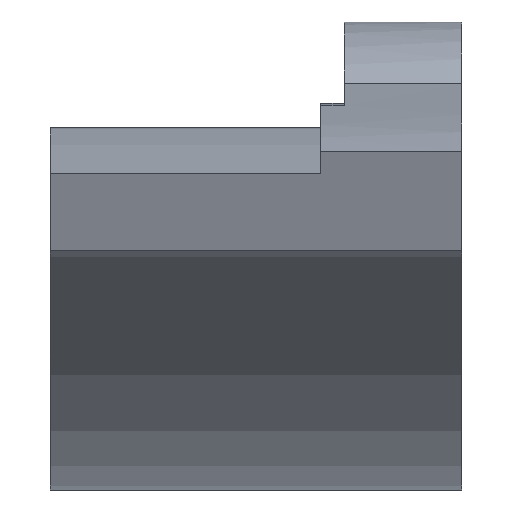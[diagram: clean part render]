
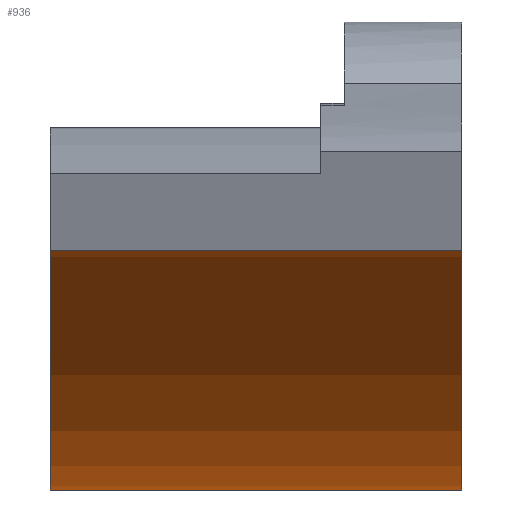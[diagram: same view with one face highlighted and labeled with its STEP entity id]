
A CAD part, left-side view. The second image highlights one B-rep face of the part: STEP entity #936.
In plain terms, the highlighted free-form (B-spline) face has degree [3, 1] with [8, 2] control points.
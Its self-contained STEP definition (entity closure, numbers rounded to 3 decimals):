
#2 = CARTESIAN_POINT ( 'NONE',  ( 21.978, 35., -30.312 ) ) ;
#21 = CARTESIAN_POINT ( 'NONE',  ( 140.558, 0., -27.04 ) ) ;
#25 = DIRECTION ( 'NONE',  ( 0., -1., 0. ) ) ;
#36 = CARTESIAN_POINT ( 'NONE',  ( 29.842, 0., -35.355 ) ) ;
#40 = CARTESIAN_POINT ( 'NONE',  ( 116.569, 0., -52.386 ) ) ;
#44 = CARTESIAN_POINT ( 'NONE',  ( 14.31, 0., -28.184 ) ) ;
#61 = CARTESIAN_POINT ( 'NONE',  ( -2.52, 35., -30.724 ) ) ;
#99 = CARTESIAN_POINT ( 'NONE',  ( 14.31, 35., -28.184 ) ) ;
#106 = CARTESIAN_POINT ( 'NONE',  ( 6.571, 0., -28.168 ) ) ;
#120 = CARTESIAN_POINT ( 'NONE',  ( 14.31, 35., -28.184 ) ) ;
#157 = VECTOR ( 'NONE', #25, 1000. ) ;
#171 = CARTESIAN_POINT ( 'NONE',  ( 6.571, 35., -28.168 ) ) ;
#186 = CARTESIAN_POINT ( 'NONE',  ( 116.569, 0., -52.386 ) ) ;
#201 = CARTESIAN_POINT ( 'NONE',  ( 21.978, 0., -30.312 ) ) ;
#211 = CARTESIAN_POINT ( 'NONE',  ( -2.52, 35., -30.724 ) ) ;
#235 = ORIENTED_EDGE ( 'NONE', *, *, #301, .F. ) ;
#267 = CARTESIAN_POINT ( 'NONE',  ( -2.52, 35., -30.724 ) ) ;
#270 = CARTESIAN_POINT ( 'NONE',  ( 29.842, 0., -35.355 ) ) ;
#301 = EDGE_CURVE ( 'NONE', #1045, #394, #457, .T. ) ;
#339 = CARTESIAN_POINT ( 'NONE',  ( 140.558, 35., -27.04 ) ) ;
#341 = CARTESIAN_POINT ( 'NONE',  ( 140.558, 35., -27.04 ) ) ;
#382 = CARTESIAN_POINT ( 'NONE',  ( 140.558, 0., -27.04 ) ) ;
#394 = VERTEX_POINT ( 'NONE', #966 ) ;
#436 = CARTESIAN_POINT ( 'NONE',  ( 29.842, 35., -35.355 ) ) ;
#442 = CARTESIAN_POINT ( 'NONE',  ( 14.31, 0., -28.184 ) ) ;
#445 = B_SPLINE_CURVE_WITH_KNOTS ( 'NONE', 3,
 ( #460, #106, #442, #450, #36, #952, #40, #382 ),
 .UNSPECIFIED., .F., .F.,
 ( 4, 1, 1, 1, 1, 4 ),
 ( 0., 0.083, 0.102, 0.181, 0.272, 1. ),
 .UNSPECIFIED. ) ;
#450 = CARTESIAN_POINT ( 'NONE',  ( 21.978, 0., -30.312 ) ) ;
#457 = LINE ( 'NONE', #267, #157 ) ;
#460 = CARTESIAN_POINT ( 'NONE',  ( -2.52, 0., -30.724 ) ) ;
#464 = FACE_OUTER_BOUND ( 'NONE', #553, .T. ) ;
#504 = CARTESIAN_POINT ( 'NONE',  ( -2.52, 35., -30.724 ) ) ;
#522 = CARTESIAN_POINT ( 'NONE',  ( 140.558, 35., -27.04 ) ) ;
#544 = CARTESIAN_POINT ( 'NONE',  ( -2.52, 0., -30.724 ) ) ;
#551 = EDGE_CURVE ( 'NONE', #1045, #1027, #826, .T. ) ;
#553 = EDGE_LOOP ( 'NONE', ( #768, #235, #776, #876 ) ) ;
#560 = LINE ( 'NONE', #907, #571 ) ;
#571 = VECTOR ( 'NONE', #633, 1000. ) ;
#598 = CARTESIAN_POINT ( 'NONE',  ( 66.508, 0., -59.041 ) ) ;
#615 = CARTESIAN_POINT ( 'NONE',  ( 66.508, 35., -59.041 ) ) ;
#627 = VERTEX_POINT ( 'NONE', #897 ) ;
#633 = DIRECTION ( 'NONE',  ( 0., -1., 0. ) ) ;
#682 = CARTESIAN_POINT ( 'NONE',  ( 21.978, 35., -30.312 ) ) ;
#707 = EDGE_CURVE ( 'NONE', #1027, #627, #560, .T. ) ;
#768 = ORIENTED_EDGE ( 'NONE', *, *, #918, .F. ) ;
#771 = CARTESIAN_POINT ( 'NONE',  ( 116.569, 35., -52.386 ) ) ;
#776 = ORIENTED_EDGE ( 'NONE', *, *, #551, .T. ) ;
#799 = CARTESIAN_POINT ( 'NONE',  ( 6.571, 0., -28.168 ) ) ;
#826 = B_SPLINE_CURVE_WITH_KNOTS ( 'NONE', 3,
 ( #504, #171, #99, #2, #436, #846, #771, #339 ),
 .UNSPECIFIED., .F., .F.,
 ( 4, 1, 1, 1, 1, 4 ),
 ( 0., 0.083, 0.102, 0.181, 0.272, 1. ),
 .UNSPECIFIED. ) ;
#846 = CARTESIAN_POINT ( 'NONE',  ( 66.508, 35., -59.041 ) ) ;
#876 = ORIENTED_EDGE ( 'NONE', *, *, #707, .T. ) ;
#887 = CARTESIAN_POINT ( 'NONE',  ( 6.571, 35., -28.168 ) ) ;
#897 = CARTESIAN_POINT ( 'NONE',  ( 140.558, 0., -27.04 ) ) ;
#907 = CARTESIAN_POINT ( 'NONE',  ( 140.558, 35., -27.04 ) ) ;
#918 = EDGE_CURVE ( 'NONE', #394, #627, #445, .T. ) ;
#936 = ADVANCED_FACE ( 'NONE', ( #464 ), #1053, .T. ) ;
#943 = CARTESIAN_POINT ( 'NONE',  ( 116.569, 35., -52.386 ) ) ;
#952 = CARTESIAN_POINT ( 'NONE',  ( 66.508, 0., -59.041 ) ) ;
#966 = CARTESIAN_POINT ( 'NONE',  ( -2.52, 0., -30.724 ) ) ;
#1021 = CARTESIAN_POINT ( 'NONE',  ( 29.842, 35., -35.355 ) ) ;
#1027 = VERTEX_POINT ( 'NONE', #341 ) ;
#1045 = VERTEX_POINT ( 'NONE', #61 ) ;
#1053 = B_SPLINE_SURFACE_WITH_KNOTS ( 'NONE', 3, 1, ( 
 ( #211, #544 ),
 ( #887, #799 ),
 ( #120, #44 ),
 ( #682, #201 ),
 ( #1021, #270 ),
 ( #615, #598 ),
 ( #943, #186 ),
 ( #522, #21 ) ),
 .UNSPECIFIED., .F., .F., .F.,
 ( 4, 1, 1, 1, 1, 4 ),
 ( 2, 2 ),
 ( 0., 0.083, 0.102, 0.181, 0.272, 1. ),
 ( 0., 1. ),
 .UNSPECIFIED. ) ;
